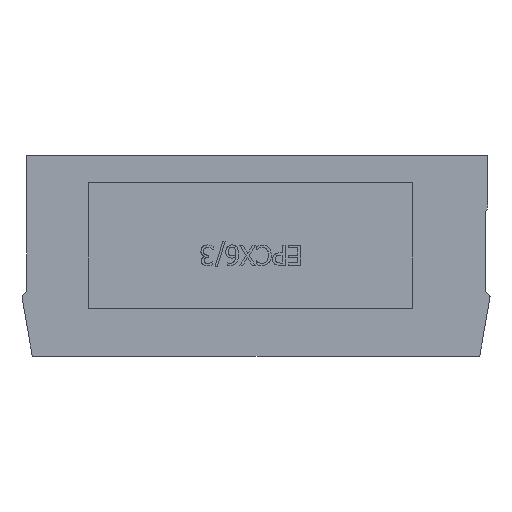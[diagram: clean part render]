
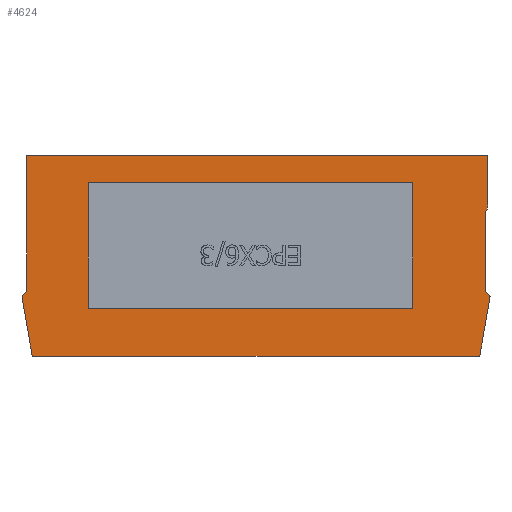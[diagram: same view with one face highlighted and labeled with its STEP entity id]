
A CAD part, front view. The second image highlights one B-rep face of the part: STEP entity #4624.
In plain terms, the highlighted planar face has unit normal (0, -1, 0).
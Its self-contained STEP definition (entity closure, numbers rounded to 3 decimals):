
#97=CIRCLE('',#4877,0.3);
#98=CIRCLE('',#4881,0.2);
#99=CIRCLE('',#4884,0.3);
#100=CIRCLE('',#4887,0.2);
#101=CIRCLE('',#4889,1.5);
#102=CIRCLE('',#4894,0.3);
#103=CIRCLE('',#4897,0.2);
#104=CIRCLE('',#4901,0.3);
#179=FACE_BOUND('',#903,.T.);
#617=FACE_OUTER_BOUND('',#902,.T.);
#902=EDGE_LOOP('',(#4205,#4206,#4207,#4208,#4209,#4210,#4211,#4212,#4213,
#4214,#4215,#4216,#4217,#4218,#4219,#4220,#4221,#4222,#4223));
#903=EDGE_LOOP('',(#4224,#4225,#4226,#4227));
#1116=LINE('',#7585,#1566);
#1120=LINE('',#7593,#1570);
#1123=LINE('',#7599,#1573);
#1126=LINE('',#7604,#1576);
#1324=LINE('',#8183,#1774);
#1328=LINE('',#8192,#1778);
#1330=LINE('',#8196,#1780);
#1333=LINE('',#8204,#1783);
#1336=LINE('',#8212,#1786);
#1340=LINE('',#8224,#1790);
#1342=LINE('',#8228,#1792);
#1344=LINE('',#8232,#1794);
#1347=LINE('',#8240,#1797);
#1350=LINE('',#8248,#1800);
#1352=LINE('',#8252,#1802);
#1566=VECTOR('',#5237,22.);
#1570=VECTOR('',#5243,57.);
#1573=VECTOR('',#5248,22.);
#1576=VECTOR('',#5253,57.);
#1774=VECTOR('',#5823,78.051);
#1778=VECTOR('',#5833,10.246);
#1780=VECTOR('',#5837,0.251);
#1783=VECTOR('',#5846,0.995);
#1786=VECTOR('',#5855,13.713);
#1790=VECTOR('',#5869,8.672);
#1792=VECTOR('',#5873,80.999);
#1794=VECTOR('',#5877,23.654);
#1797=VECTOR('',#5886,0.995);
#1800=VECTOR('',#5895,0.251);
#1802=VECTOR('',#5899,10.246);
#2028=VERTEX_POINT('',#7583);
#2029=VERTEX_POINT('',#7584);
#2032=VERTEX_POINT('',#7592);
#2034=VERTEX_POINT('',#7598);
#2229=VERTEX_POINT('',#8181);
#2230=VERTEX_POINT('',#8182);
#2231=VERTEX_POINT('',#8187);
#2232=VERTEX_POINT('',#8191);
#2233=VERTEX_POINT('',#8195);
#2234=VERTEX_POINT('',#8199);
#2235=VERTEX_POINT('',#8203);
#2236=VERTEX_POINT('',#8207);
#2237=VERTEX_POINT('',#8211);
#2238=VERTEX_POINT('',#8215);
#2239=VERTEX_POINT('',#8219);
#2240=VERTEX_POINT('',#8223);
#2241=VERTEX_POINT('',#8227);
#2242=VERTEX_POINT('',#8231);
#2243=VERTEX_POINT('',#8235);
#2244=VERTEX_POINT('',#8239);
#2245=VERTEX_POINT('',#8243);
#2246=VERTEX_POINT('',#8247);
#2247=VERTEX_POINT('',#8251);
#2584=EDGE_CURVE('',#2028,#2029,#1116,.T.);
#2588=EDGE_CURVE('',#2032,#2028,#1120,.T.);
#2591=EDGE_CURVE('',#2034,#2032,#1123,.T.);
#2594=EDGE_CURVE('',#2029,#2034,#1126,.T.);
#2870=EDGE_CURVE('',#2229,#2230,#1324,.T.);
#2873=EDGE_CURVE('',#2231,#2229,#97,.T.);
#2875=EDGE_CURVE('',#2232,#2231,#1328,.T.);
#2877=EDGE_CURVE('',#2233,#2232,#1330,.T.);
#2879=EDGE_CURVE('',#2234,#2233,#98,.T.);
#2881=EDGE_CURVE('',#2235,#2234,#1333,.T.);
#2883=EDGE_CURVE('',#2236,#2235,#99,.T.);
#2885=EDGE_CURVE('',#2237,#2236,#1336,.T.);
#2887=EDGE_CURVE('',#2238,#2237,#100,.T.);
#2889=EDGE_CURVE('',#2239,#2238,#101,.T.);
#2891=EDGE_CURVE('',#2240,#2239,#1340,.T.);
#2893=EDGE_CURVE('',#2241,#2240,#1342,.T.);
#2895=EDGE_CURVE('',#2242,#2241,#1344,.T.);
#2897=EDGE_CURVE('',#2243,#2242,#102,.T.);
#2899=EDGE_CURVE('',#2244,#2243,#1347,.T.);
#2901=EDGE_CURVE('',#2245,#2244,#103,.T.);
#2903=EDGE_CURVE('',#2246,#2245,#1350,.T.);
#2905=EDGE_CURVE('',#2247,#2246,#1352,.T.);
#2907=EDGE_CURVE('',#2230,#2247,#104,.T.);
#4205=ORIENTED_EDGE('',*,*,#2907,.F.);
#4206=ORIENTED_EDGE('',*,*,#2870,.F.);
#4207=ORIENTED_EDGE('',*,*,#2873,.F.);
#4208=ORIENTED_EDGE('',*,*,#2875,.F.);
#4209=ORIENTED_EDGE('',*,*,#2877,.F.);
#4210=ORIENTED_EDGE('',*,*,#2879,.F.);
#4211=ORIENTED_EDGE('',*,*,#2881,.F.);
#4212=ORIENTED_EDGE('',*,*,#2883,.F.);
#4213=ORIENTED_EDGE('',*,*,#2885,.F.);
#4214=ORIENTED_EDGE('',*,*,#2887,.F.);
#4215=ORIENTED_EDGE('',*,*,#2889,.F.);
#4216=ORIENTED_EDGE('',*,*,#2891,.F.);
#4217=ORIENTED_EDGE('',*,*,#2893,.F.);
#4218=ORIENTED_EDGE('',*,*,#2895,.F.);
#4219=ORIENTED_EDGE('',*,*,#2897,.F.);
#4220=ORIENTED_EDGE('',*,*,#2899,.F.);
#4221=ORIENTED_EDGE('',*,*,#2901,.F.);
#4222=ORIENTED_EDGE('',*,*,#2903,.F.);
#4223=ORIENTED_EDGE('',*,*,#2905,.F.);
#4224=ORIENTED_EDGE('',*,*,#2584,.T.);
#4225=ORIENTED_EDGE('',*,*,#2594,.T.);
#4226=ORIENTED_EDGE('',*,*,#2591,.T.);
#4227=ORIENTED_EDGE('',*,*,#2588,.T.);
#4372=PLANE('',#4902);
#4624=ADVANCED_FACE('',(#617,#179),#4372,.T.);
#4877=AXIS2_PLACEMENT_3D('',#8188,#5828,#5829);
#4881=AXIS2_PLACEMENT_3D('',#8200,#5841,#5842);
#4884=AXIS2_PLACEMENT_3D('',#8208,#5850,#5851);
#4887=AXIS2_PLACEMENT_3D('',#8216,#5859,#5860);
#4889=AXIS2_PLACEMENT_3D('',#8220,#5864,#5865);
#4894=AXIS2_PLACEMENT_3D('',#8236,#5881,#5882);
#4897=AXIS2_PLACEMENT_3D('',#8244,#5890,#5891);
#4901=AXIS2_PLACEMENT_3D('',#8255,#5903,#5904);
#4902=AXIS2_PLACEMENT_3D('',#8256,#5905,#5906);
#5237=DIRECTION('',(0.,0.,-1.));
#5243=DIRECTION('',(1.,0.,0.));
#5248=DIRECTION('',(0.,0.,1.));
#5253=DIRECTION('',(-1.,0.,0.));
#5823=DIRECTION('',(-1.,0.,0.));
#5828=DIRECTION('center_axis',(0.,1.,0.));
#5829=DIRECTION('ref_axis',(0.985,0.,-0.174));
#5833=DIRECTION('',(-0.174,0.,-0.985));
#5837=DIRECTION('',(0.,0.,-1.));
#5841=DIRECTION('center_axis',(0.,1.,0.));
#5842=DIRECTION('ref_axis',(0.707,0.,0.707));
#5846=DIRECTION('',(0.707,0.,-0.707));
#5850=DIRECTION('center_axis',(0.,-1.,0.));
#5851=DIRECTION('ref_axis',(0.707,0.,0.707));
#5855=DIRECTION('',(0.,0.,-1.));
#5859=DIRECTION('center_axis',(0.,-1.,0.));
#5860=DIRECTION('ref_axis',(1.,0.,0.));
#5864=DIRECTION('center_axis',(0.,1.,0.));
#5865=DIRECTION('ref_axis',(0.999,0.,0.043));
#5869=DIRECTION('',(0.,0.,-1.));
#5873=DIRECTION('',(1.,0.,0.));
#5877=DIRECTION('',(0.,0.,1.));
#5881=DIRECTION('center_axis',(0.,-1.,0.));
#5882=DIRECTION('ref_axis',(-1.,0.,0.));
#5886=DIRECTION('',(0.707,0.,0.707));
#5890=DIRECTION('center_axis',(0.,1.,0.));
#5891=DIRECTION('ref_axis',(-1.,0.,0.));
#5895=DIRECTION('',(0.,0.,1.));
#5899=DIRECTION('',(-0.174,0.,0.985));
#5903=DIRECTION('center_axis',(0.,1.,0.));
#5904=DIRECTION('ref_axis',(0.,0.,-1.));
#5905=DIRECTION('center_axis',(0.,-1.,0.));
#5906=DIRECTION('ref_axis',(0.,0.,-1.));
#7583=CARTESIAN_POINT('',(27.251,0.,12.849));
#7584=CARTESIAN_POINT('',(27.251,0.,-9.151));
#7585=CARTESIAN_POINT('',(27.251,0.,6.514));
#7592=CARTESIAN_POINT('',(-29.749,0.,12.849));
#7593=CARTESIAN_POINT('',(-14.964,0.,12.849));
#7598=CARTESIAN_POINT('',(-29.749,0.,-9.151));
#7599=CARTESIAN_POINT('',(-29.749,0.,-4.486));
#7604=CARTESIAN_POINT('',(13.536,0.,-9.151));
#8181=CARTESIAN_POINT('',(38.776,0.,-17.65));
#8182=CARTESIAN_POINT('',(-39.275,0.,-17.65));
#8183=CARTESIAN_POINT('',(38.776,0.,-17.65));
#8187=CARTESIAN_POINT('',(39.071,0.,-17.402));
#8188=CARTESIAN_POINT('Origin',(38.776,0.,-17.35));
#8191=CARTESIAN_POINT('',(40.851,0.,-7.311));
#8192=CARTESIAN_POINT('',(40.851,0.,-7.311));
#8195=CARTESIAN_POINT('',(40.851,0.,-7.061));
#8196=CARTESIAN_POINT('',(40.851,0.,-7.061));
#8199=CARTESIAN_POINT('',(40.792,0.,-6.919));
#8200=CARTESIAN_POINT('Origin',(40.651,0.,-7.061));
#8203=CARTESIAN_POINT('',(40.089,0.,-6.216));
#8204=CARTESIAN_POINT('',(40.089,0.,-6.216));
#8207=CARTESIAN_POINT('',(40.001,0.,-6.004));
#8208=CARTESIAN_POINT('Origin',(40.301,0.,-6.004));
#8211=CARTESIAN_POINT('',(40.001,0.,7.71));
#8212=CARTESIAN_POINT('',(40.001,0.,7.71));
#8215=CARTESIAN_POINT('',(40.06,0.,7.852));
#8216=CARTESIAN_POINT('Origin',(40.201,0.,7.71));
#8219=CARTESIAN_POINT('',(40.499,0.,8.978));
#8220=CARTESIAN_POINT('Origin',(39.001,0.,8.914));
#8223=CARTESIAN_POINT('',(40.499,0.,17.65));
#8224=CARTESIAN_POINT('',(40.499,0.,17.65));
#8227=CARTESIAN_POINT('',(-40.499,0.,17.65));
#8228=CARTESIAN_POINT('',(-40.499,0.,17.65));
#8231=CARTESIAN_POINT('',(-40.499,0.,-6.004));
#8232=CARTESIAN_POINT('',(-40.499,0.,-6.004));
#8235=CARTESIAN_POINT('',(-40.587,0.,-6.216));
#8236=CARTESIAN_POINT('Origin',(-40.799,0.,-6.004));
#8239=CARTESIAN_POINT('',(-41.291,0.,-6.919));
#8240=CARTESIAN_POINT('',(-41.291,0.,-6.919));
#8243=CARTESIAN_POINT('',(-41.349,0.,-7.061));
#8244=CARTESIAN_POINT('Origin',(-41.149,0.,-7.061));
#8247=CARTESIAN_POINT('',(-41.349,0.,-7.311));
#8248=CARTESIAN_POINT('',(-41.349,0.,-7.311));
#8251=CARTESIAN_POINT('',(-39.57,0.,-17.402));
#8252=CARTESIAN_POINT('',(-39.57,0.,-17.402));
#8255=CARTESIAN_POINT('Origin',(-39.275,0.,-17.35));
#8256=CARTESIAN_POINT('Origin',(-0.179,0.,0.178));
